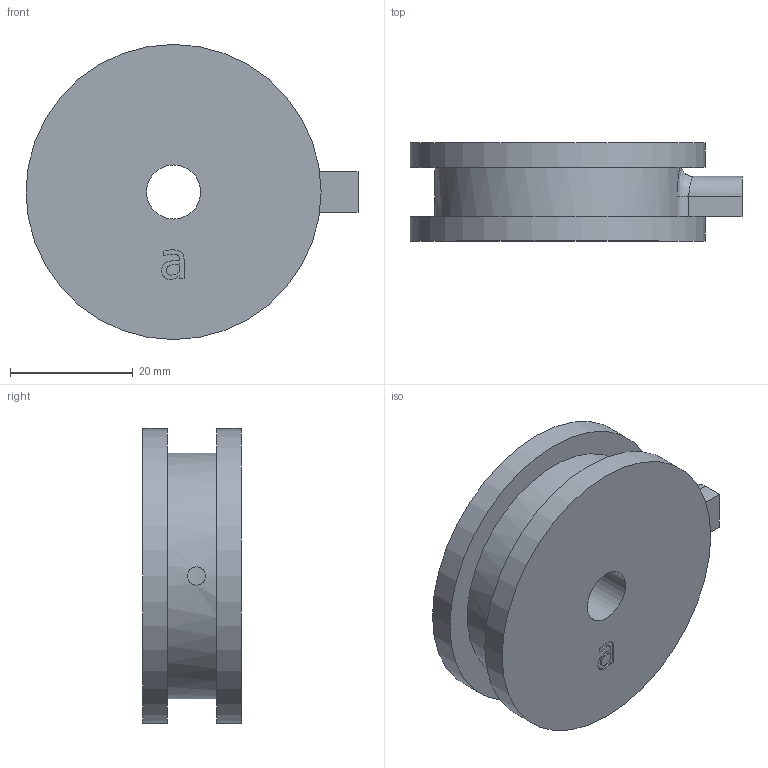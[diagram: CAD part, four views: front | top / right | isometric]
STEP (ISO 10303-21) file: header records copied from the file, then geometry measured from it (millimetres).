
FILE_DESCRIPTION(/* description */ (''),/* implementation_level */ '2;1');
FILE_NAME(/* name */ 'Mold_assembly_together_with_open_diaphragm.stp',/* time_stamp */ '2024-08-22T15:01:51+02:00',/* author */ ('ak-stelzer'),/* organization */ (''),/* preprocessor_version */ 'ST-DEVELOPER v19.2',/* originating_system */ 'Autodesk Inventor 2023',/* authorisation */ '');
FILE_SCHEMA (('AUTOMOTIVE_DESIGN { 1 0 10303 214 3 1 1 }'));
Length unit declared in the file: millimetre
Products named in the file (1): Mold_for_paper_figure
Bounding box: 54 x 16 x 48 mm (x, y, z)
Volume: 23771.8 mm3; surface area: 16814.4 mm2
Topology: 4 solids, 4 shells, 155 faces, 404 edges, 269 vertices
Faces by surface type: plane 55, cylinder 42, bspline 33, cone 18, torus 7
Full cylindrical faces by diameter (mm): 8.8 x2, 32.8 x2, 33 x4, 34.85 x1, 35.05 x1, 48 x2
Entity records: 5595 total; most frequent: CARTESIAN_POINT 2032, ORIENTED_EDGE 808, DIRECTION 591, EDGE_CURVE 404, VERTEX_POINT 269, AXIS2_PLACEMENT_3D 234, EDGE_LOOP 179, B_SPLINE_CURVE_WITH_KNOTS 158
